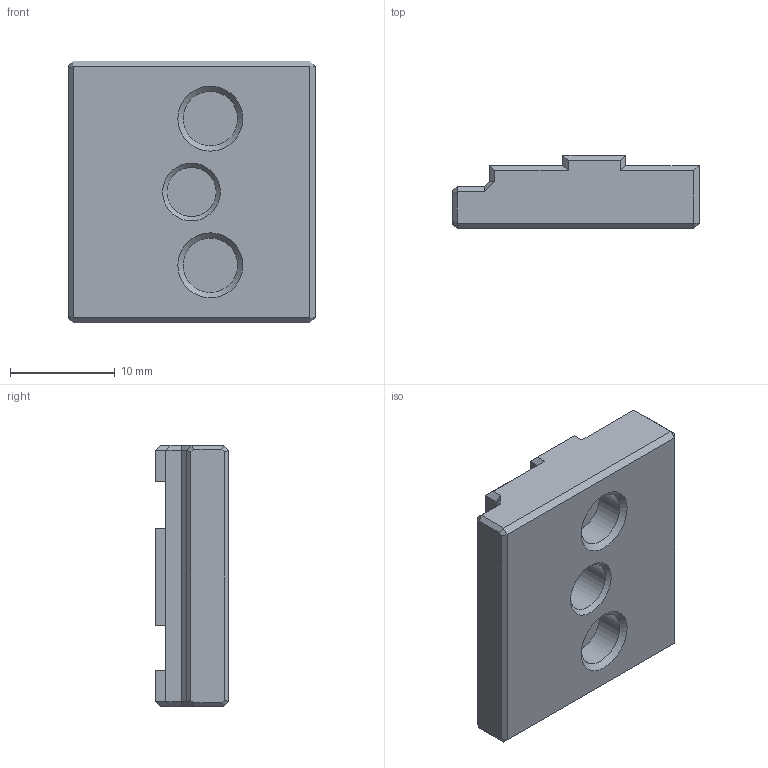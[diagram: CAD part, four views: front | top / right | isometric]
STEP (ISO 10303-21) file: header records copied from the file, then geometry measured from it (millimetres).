
FILE_DESCRIPTION(/* description */ (''),/* implementation_level */ '2;1');
FILE_NAME(/* name */ '',/* time_stamp */ '2025-08-07T12:03:15+03:00',/* author */ (''),/* organization */ (''),/* preprocessor_version */ 'ST-DEVELOPER v20.1',/* originating_system */ 'Autodesk Translation Framework v14.10.0.0',/* authorisation */ '');
FILE_SCHEMA (('AUTOMOTIVE_DESIGN { 1 0 10303 214 3 1 1 }'));
Length unit declared in the file: millimetre
Products named in the file (1): Держатель кабель 
канала на портал
Bounding box: 23.5 x 7 x 25 mm (x, y, z)
Volume: 3161.7 mm3; surface area: 1966.4 mm2
Topology: 1 solids, 1 shells, 66 faces, 142 edges, 84 vertices
Faces by surface type: plane 58, cylinder 5, cone 3
Full cylindrical faces by diameter (mm): 3.1 x2, 4.7 x1, 5.2 x2
Entity records: 1764 total; most frequent: CARTESIAN_POINT 293, DIRECTION 290, ORIENTED_EDGE 284, EDGE_CURVE 142, LINE 128, VECTOR 128, VERTEX_POINT 84, AXIS2_PLACEMENT_3D 81
